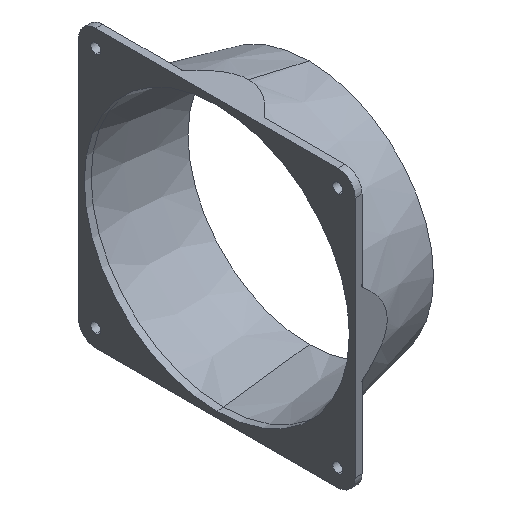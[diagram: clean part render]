
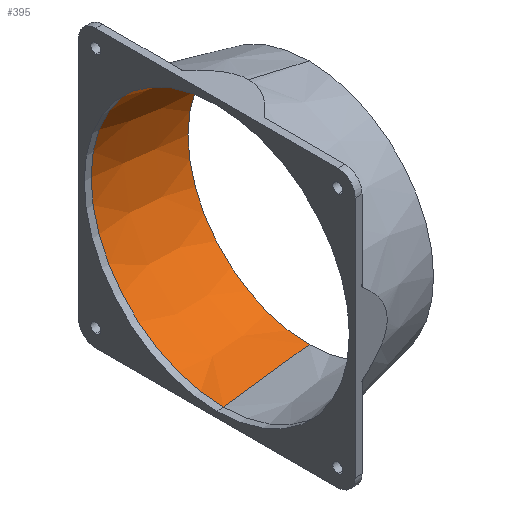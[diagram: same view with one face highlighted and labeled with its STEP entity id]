
A CAD part, isometric view. The second image highlights one B-rep face of the part: STEP entity #395.
In plain terms, the highlighted conical face has half-angle 7.696 degrees and reference radius 52.5 mm.
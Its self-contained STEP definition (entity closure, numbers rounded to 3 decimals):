
#127 = ORIENTED_EDGE ( 'NONE', *, *, #578, .F. ) ;
#130 = ORIENTED_EDGE ( 'NONE', *, *, #560, .T. ) ;
#147 = EDGE_LOOP ( 'NONE', ( #157, #130, #165, #127 ) ) ;
#157 = ORIENTED_EDGE ( 'NONE', *, *, #557, .F. ) ;
#165 = ORIENTED_EDGE ( 'NONE', *, *, #562, .T. ) ;
#254 = CIRCLE ( 'NONE', #403, 57.5 ) ;
#256 = FACE_OUTER_BOUND ( 'NONE', #147, .T. ) ;
#269 = CONICAL_SURFACE ( 'NONE', #653, 52.5, 0.134 ) ;
#271 = VECTOR ( 'NONE', #912, 1000. ) ;
#280 = LINE ( 'NONE', #946, #271 ) ;
#291 = LINE ( 'NONE', #930, #295 ) ;
#294 = CIRCLE ( 'NONE', #658, 52.5 ) ;
#295 = VECTOR ( 'NONE', #902, 1000. ) ;
#395 = ADVANCED_FACE ( 'NONE', ( #256 ), #269, .F. ) ;
#403 = AXIS2_PLACEMENT_3D ( 'NONE', #1084, #1087, #1091 ) ;
#526 = CARTESIAN_POINT ( 'NONE',  ( 40., 0., 52.5 ) ) ;
#557 = EDGE_CURVE ( 'NONE', #803, #756, #280, .T. ) ;
#560 = EDGE_CURVE ( 'NONE', #803, #749, #294, .T. ) ;
#562 = EDGE_CURVE ( 'NONE', #749, #765, #291, .T. ) ;
#578 = EDGE_CURVE ( 'NONE', #756, #765, #254, .T. ) ;
#653 = AXIS2_PLACEMENT_3D ( 'NONE', #919, #942, #910 ) ;
#658 = AXIS2_PLACEMENT_3D ( 'NONE', #927, #955, #901 ) ;
#680 = CARTESIAN_POINT ( 'NONE',  ( 40., 0., -52.5 ) ) ;
#690 = CARTESIAN_POINT ( 'NONE',  ( 3., 0., 57.5 ) ) ;
#699 = CARTESIAN_POINT ( 'NONE',  ( 3., 0., -57.5 ) ) ;
#749 = VERTEX_POINT ( 'NONE', #526 ) ;
#756 = VERTEX_POINT ( 'NONE', #699 ) ;
#765 = VERTEX_POINT ( 'NONE', #690 ) ;
#803 = VERTEX_POINT ( 'NONE', #680 ) ;
#901 = DIRECTION ( 'NONE',  ( 0., 0., -1. ) ) ;
#902 = DIRECTION ( 'NONE',  ( -0.991, 0., 0.134 ) ) ;
#910 = DIRECTION ( 'NONE',  ( 0., 0., 1. ) ) ;
#912 = DIRECTION ( 'NONE',  ( -0.991, 0., -0.134 ) ) ;
#919 = CARTESIAN_POINT ( 'NONE',  ( 40., 0., 0. ) ) ;
#927 = CARTESIAN_POINT ( 'NONE',  ( 40., 0., 0. ) ) ;
#930 = CARTESIAN_POINT ( 'NONE',  ( 40., 0., 52.5 ) ) ;
#942 = DIRECTION ( 'NONE',  ( -1., 0., 0. ) ) ;
#946 = CARTESIAN_POINT ( 'NONE',  ( 40., 0., -52.5 ) ) ;
#955 = DIRECTION ( 'NONE',  ( 1., 0., 0. ) ) ;
#1084 = CARTESIAN_POINT ( 'NONE',  ( 3., 0., 0. ) ) ;
#1087 = DIRECTION ( 'NONE',  ( 1., 0., 0. ) ) ;
#1091 = DIRECTION ( 'NONE',  ( 0., 0., -1. ) ) ;
